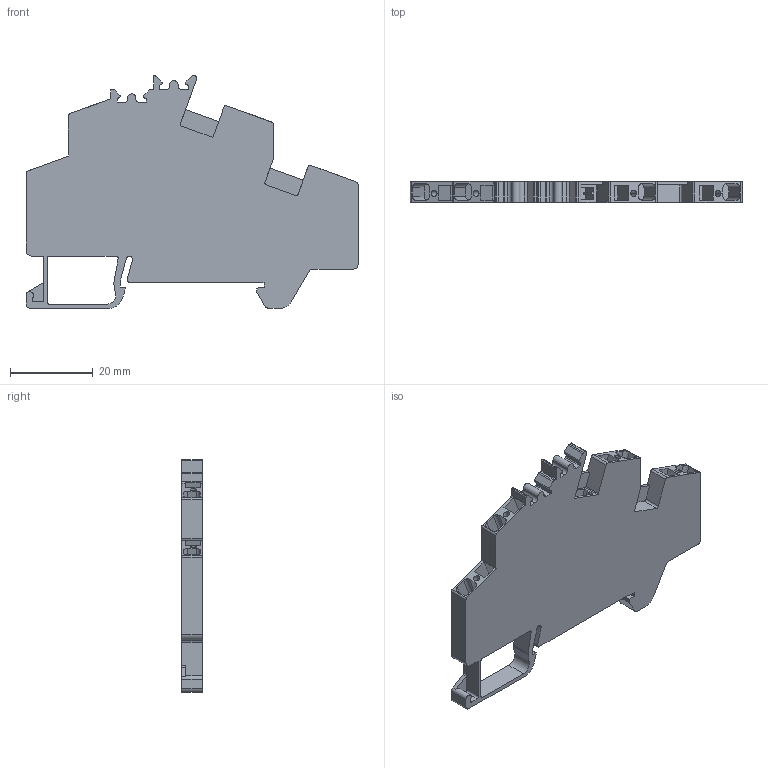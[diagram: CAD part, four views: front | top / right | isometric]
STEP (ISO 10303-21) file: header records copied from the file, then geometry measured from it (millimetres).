
FILE_DESCRIPTION( ( 'Unknown' ), '1' );
FILE_NAME( 'ADL2_5.stp', 'Unknown', ( 'Unknown' ), ( 'Unknown' ), 'PSStep 14.0', 'Unknown', ' ' );
FILE_SCHEMA( ( 'AUTOMOTIVE_DESIGN { 1 0 10303 214 1 1 1 1 }' ) );
Length unit declared in the file: millimetre
Products named in the file (1): 1
Bounding box: 80 x 5 x 56 mm (x, y, z)
Volume: 12900.6 mm3; surface area: 8901.9 mm2
Topology: 1 solids, 1 shells, 225 faces, 633 edges, 422 vertices
Faces by surface type: plane 134, cylinder 91
Full cylindrical faces by diameter (mm): 1.5 x4
Entity records: 9092 total; most frequent: CARTESIAN_POINT 1277, DIRECTION 1266, ORIENTED_EDGE 1258, EDGE_CURVE 629, LINE 444, VECTOR 444, VERTEX_POINT 422, AXIS2_PLACEMENT_3D 411
